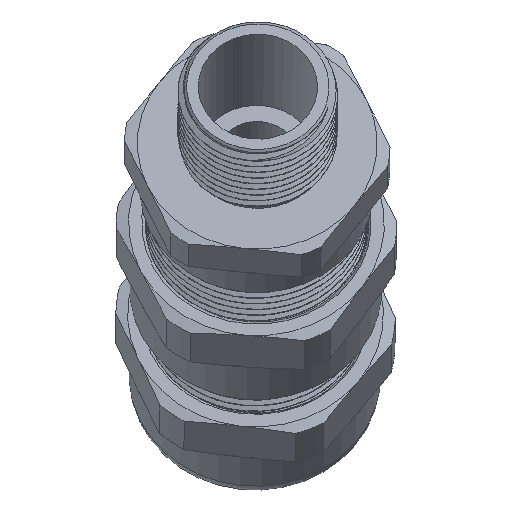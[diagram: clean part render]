
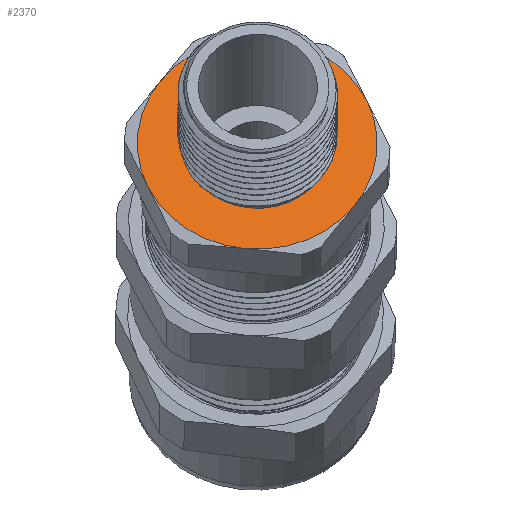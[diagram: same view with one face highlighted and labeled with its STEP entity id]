
A CAD part, left-side view. The second image highlights one B-rep face of the part: STEP entity #2370.
In plain terms, the highlighted face is planar.
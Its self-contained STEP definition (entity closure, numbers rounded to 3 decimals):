
#273=PLANE('',#2771);
#401=FACE_BOUND('',#801,.T.);
#567=FACE_OUTER_BOUND('',#800,.T.);
#800=EDGE_LOOP('',(#2121,#2122,#2123,#2124,#2125,#2126));
#801=EDGE_LOOP('',(#2127));
#962=CIRCLE('',#2747,15.);
#965=CIRCLE('',#2751,15.);
#966=CIRCLE('',#2753,15.);
#969=CIRCLE('',#2757,15.);
#971=CIRCLE('',#2760,15.);
#974=CIRCLE('',#2770,15.);
#975=CIRCLE('',#2772,9.204);
#1196=VERTEX_POINT('',#11409);
#1205=VERTEX_POINT('',#11437);
#1211=VERTEX_POINT('',#11458);
#1217=VERTEX_POINT('',#11479);
#1223=VERTEX_POINT('',#11500);
#1229=VERTEX_POINT('',#11521);
#1232=VERTEX_POINT('',#11575);
#1526=EDGE_CURVE('',#1196,#1229,#962,.T.);
#1529=EDGE_CURVE('',#1229,#1223,#965,.T.);
#1530=EDGE_CURVE('',#1205,#1217,#966,.T.);
#1533=EDGE_CURVE('',#1217,#1211,#969,.T.);
#1535=EDGE_CURVE('',#1223,#1205,#971,.T.);
#1538=EDGE_CURVE('',#1211,#1196,#974,.T.);
#1539=EDGE_CURVE('',#1232,#1232,#975,.T.);
#2121=ORIENTED_EDGE('',*,*,#1526,.F.);
#2122=ORIENTED_EDGE('',*,*,#1538,.F.);
#2123=ORIENTED_EDGE('',*,*,#1533,.F.);
#2124=ORIENTED_EDGE('',*,*,#1530,.F.);
#2125=ORIENTED_EDGE('',*,*,#1535,.F.);
#2126=ORIENTED_EDGE('',*,*,#1529,.F.);
#2127=ORIENTED_EDGE('',*,*,#1539,.T.);
#2370=ADVANCED_FACE('',(#567,#401),#273,.T.);
#2747=AXIS2_PLACEMENT_3D('',#11550,#3399,#3400);
#2751=AXIS2_PLACEMENT_3D('',#11554,#3407,#3408);
#2753=AXIS2_PLACEMENT_3D('',#11556,#3411,#3412);
#2757=AXIS2_PLACEMENT_3D('',#11560,#3419,#3420);
#2760=AXIS2_PLACEMENT_3D('',#11563,#3425,#3426);
#2770=AXIS2_PLACEMENT_3D('',#11573,#3445,#3446);
#2771=AXIS2_PLACEMENT_3D('',#11574,#3447,#3448);
#2772=AXIS2_PLACEMENT_3D('',#11576,#3449,#3450);
#3399=DIRECTION('center_axis',(1.,0.,0.));
#3400=DIRECTION('ref_axis',(0.,-1.,0.));
#3407=DIRECTION('center_axis',(1.,0.,0.));
#3408=DIRECTION('ref_axis',(0.,-1.,0.));
#3411=DIRECTION('center_axis',(1.,0.,0.));
#3412=DIRECTION('ref_axis',(0.,-1.,0.));
#3419=DIRECTION('center_axis',(1.,0.,0.));
#3420=DIRECTION('ref_axis',(0.,-1.,0.));
#3425=DIRECTION('center_axis',(1.,0.,0.));
#3426=DIRECTION('ref_axis',(0.,-1.,0.));
#3445=DIRECTION('center_axis',(1.,0.,0.));
#3446=DIRECTION('ref_axis',(0.,-1.,0.));
#3447=DIRECTION('center_axis',(-1.,0.,0.));
#3448=DIRECTION('ref_axis',(0.,0.,1.));
#3449=DIRECTION('center_axis',(1.,0.,0.));
#3450=DIRECTION('ref_axis',(0.,0.,-1.));
#11409=CARTESIAN_POINT('',(-24.9,15.,0.));
#11437=CARTESIAN_POINT('',(-24.9,-15.,0.));
#11458=CARTESIAN_POINT('',(-24.9,7.5,-12.99));
#11479=CARTESIAN_POINT('',(-24.9,-7.5,-12.99));
#11500=CARTESIAN_POINT('',(-24.9,-7.5,12.99));
#11521=CARTESIAN_POINT('',(-24.9,7.5,12.99));
#11550=CARTESIAN_POINT('Origin',(-24.9,0.,0.));
#11554=CARTESIAN_POINT('Origin',(-24.9,0.,0.));
#11556=CARTESIAN_POINT('Origin',(-24.9,0.,0.));
#11560=CARTESIAN_POINT('Origin',(-24.9,0.,0.));
#11563=CARTESIAN_POINT('Origin',(-24.9,0.,0.));
#11573=CARTESIAN_POINT('Origin',(-24.9,0.,0.));
#11574=CARTESIAN_POINT('Origin',(-24.9,16.6,0.));
#11575=CARTESIAN_POINT('',(-24.9,9.204,0.));
#11576=CARTESIAN_POINT('Origin',(-24.9,0.,0.));
